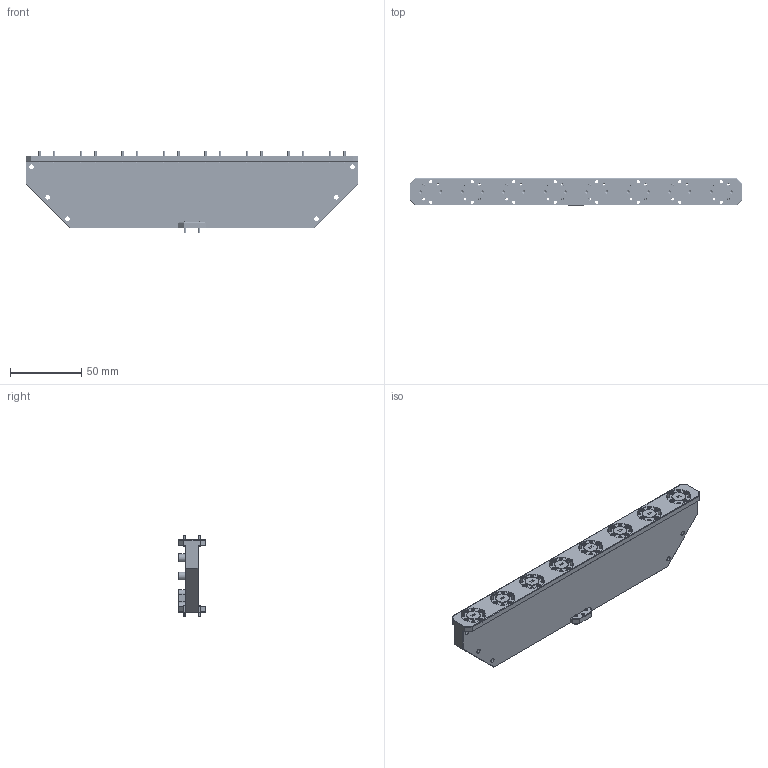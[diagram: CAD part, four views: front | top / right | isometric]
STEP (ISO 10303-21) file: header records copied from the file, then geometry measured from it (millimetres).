
FILE_DESCRIPTION (( 'STEP AP203' ), '1' );
FILE_NAME ('SWP-60390308-12-E1.STEP', '2023-04-03T20:47:00', ( '' ), ( '' ), 'SwSTEP 2.0', 'SolidWorks 2021', '' );
FILE_SCHEMA (( 'CONFIG_CONTROL_DESIGN' ));
Products named in the file (1): SWP-60390308-12-E1
Bounding box: 233.68 x 19.05 x 57.53 mm (x, y, z)
Volume: 108455.6 mm3; surface area: 43377.8 mm2
Topology: 128 solids, 128 shells, 3822 faces, 7755 edges, 4494 vertices
Faces by surface type: cone 1418, plane 1416, cylinder 988
Entity records: 101269 total; most frequent: CARTESIAN_POINT 20614, DIRECTION 18016, ORIENTED_EDGE 15434, EDGE_CURVE 7717, AXIS2_PLACEMENT_3D 7284, VERTEX_POINT 4494, EDGE_LOOP 4283, FACE_OUTER_BOUND 3822
